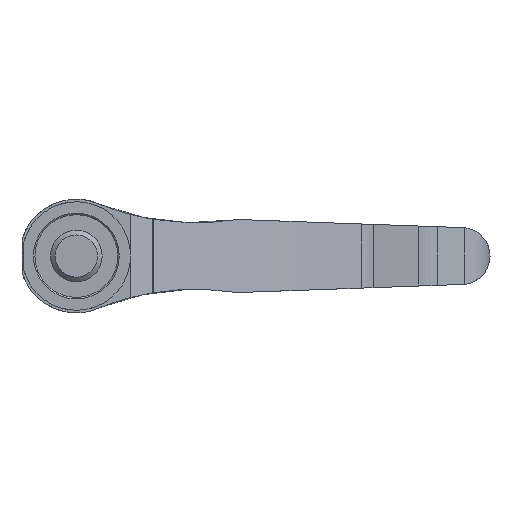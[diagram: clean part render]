
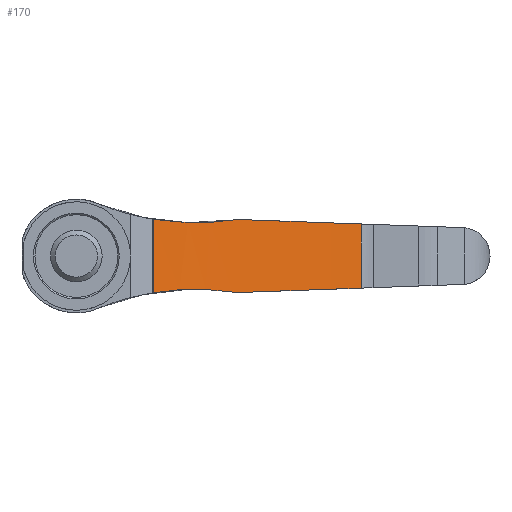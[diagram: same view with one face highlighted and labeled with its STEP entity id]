
A CAD part, front view. The second image highlights one B-rep face of the part: STEP entity #170.
In plain terms, the highlighted cylindrical face has radius 214.45 mm (diameter 428.9 mm), a partial arc.
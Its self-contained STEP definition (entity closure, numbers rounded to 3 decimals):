
#170 = ADVANCED_FACE( '', ( #358 ), #359, .F. );
#358 = FACE_OUTER_BOUND( '', #549, .T. );
#359 = CYLINDRICAL_SURFACE( '', #550, 214.45 );
#549 = EDGE_LOOP( '', ( #970, #971, #972, #973, #974, #975, #976, #977 ) );
#550 = AXIS2_PLACEMENT_3D( '', #978, #979, #980 );
#970 = ORIENTED_EDGE( '', *, *, #1216, .T. );
#971 = ORIENTED_EDGE( '', *, *, #1165, .T. );
#972 = ORIENTED_EDGE( '', *, *, #1218, .F. );
#973 = ORIENTED_EDGE( '', *, *, #1137, .T. );
#974 = ORIENTED_EDGE( '', *, *, #1168, .T. );
#975 = ORIENTED_EDGE( '', *, *, #1233, .F. );
#976 = ORIENTED_EDGE( '', *, *, #1234, .T. );
#977 = ORIENTED_EDGE( '', *, *, #1206, .F. );
#978 = CARTESIAN_POINT( '', ( 111.591, -165.123, 22. ) );
#979 = DIRECTION( '', ( 0., 0., 1. ) );
#980 = DIRECTION( '', ( -1., 0., 0. ) );
#1137 = EDGE_CURVE( '', #1370, #1368, #1371, .F. );
#1165 = EDGE_CURVE( '', #1416, #1414, #1417, .F. );
#1168 = EDGE_CURVE( '', #1368, #1420, #1421, .T. );
#1206 = EDGE_CURVE( '', #1469, #1471, #1472, .T. );
#1216 = EDGE_CURVE( '', #1469, #1416, #1486, .T. );
#1218 = EDGE_CURVE( '', #1370, #1414, #1488, .T. );
#1233 = EDGE_CURVE( '', #1506, #1420, #1507, .T. );
#1234 = EDGE_CURVE( '', #1506, #1471, #1508, .T. );
#1368 = VERTEX_POINT( '', #1693 );
#1370 = VERTEX_POINT( '', #1696 );
#1371 = ELLIPSE( '', #1697, 214.59, 214.45 );
#1414 = VERTEX_POINT( '', #1924 );
#1416 = VERTEX_POINT( '', #1926 );
#1417 = ELLIPSE( '', #1927, 214.59, 214.45 );
#1420 = VERTEX_POINT( '', #1931 );
#1421 = B_SPLINE_CURVE_WITH_KNOTS( '', 3, ( #1932, #1933, #1934, #1935 ), .UNSPECIFIED., .F., .F., ( 4, 4 ), ( 0., 0.002 ), .UNSPECIFIED. );
#1469 = VERTEX_POINT( '', #2034 );
#1471 = VERTEX_POINT( '', #2037 );
#1472 = B_SPLINE_CURVE_WITH_KNOTS( '', 3, ( #2038, #2039, #2040, #2041, #2042, #2043 ), .UNSPECIFIED., .F., .F., ( 4, 2, 4 ), ( 0., 0.008, 0.017 ), .UNSPECIFIED. );
#1486 = B_SPLINE_CURVE_WITH_KNOTS( '', 3, ( #2064, #2065, #2066, #2067 ), .UNSPECIFIED., .F., .F., ( 4, 4 ), ( 0., 0.002 ), .UNSPECIFIED. );
#1488 = LINE( '', #2069, #2070 );
#1506 = VERTEX_POINT( '', #2111 );
#1507 = B_SPLINE_CURVE_WITH_KNOTS( '', 3, ( #2112, #2113, #2114, #2115, #2116, #2117 ), .UNSPECIFIED., .F., .F., ( 4, 2, 4 ), ( 0., 0.008, 0.017 ), .UNSPECIFIED. );
#1508 = LINE( '', #2118, #2119 );
#1693 = CARTESIAN_POINT( '', ( 31.648, 33.87, 7.049 ) );
#1696 = CARTESIAN_POINT( '', ( 55.114, 41.757, 6.201 ) );
#1697 = AXIS2_PLACEMENT_3D( '', #2253, #2254, #2255 );
#1924 = CARTESIAN_POINT( '', ( 55.114, 41.757, -6.201 ) );
#1926 = CARTESIAN_POINT( '', ( 31.648, 33.87, -7.049 ) );
#1927 = AXIS2_PLACEMENT_3D( '', #2283, #2284, #2285 );
#1931 = CARTESIAN_POINT( '', ( 30.179, 33.273, 6.967 ) );
#1932 = CARTESIAN_POINT( '', ( 31.648, 33.87, 7.049 ) );
#1933 = CARTESIAN_POINT( '', ( 31.156, 33.672, 7.067 ) );
#1934 = CARTESIAN_POINT( '', ( 30.666, 33.473, 7.039 ) );
#1935 = CARTESIAN_POINT( '', ( 30.179, 33.273, 6.967 ) );
#2034 = CARTESIAN_POINT( '', ( 30.179, 33.273, -6.967 ) );
#2037 = CARTESIAN_POINT( '', ( 14.882, 26.283, -7.096 ) );
#2038 = CARTESIAN_POINT( '', ( 30.179, 33.273, -6.967 ) );
#2039 = CARTESIAN_POINT( '', ( 27.581, 32.207, -6.579 ) );
#2040 = CARTESIAN_POINT( '', ( 25.008, 31.091, -6.407 ) );
#2041 = CARTESIAN_POINT( '', ( 19.909, 28.761, -6.457 ) );
#2042 = CARTESIAN_POINT( '', ( 17.383, 27.547, -6.68 ) );
#2043 = CARTESIAN_POINT( '', ( 14.882, 26.283, -7.096 ) );
#2064 = CARTESIAN_POINT( '', ( 30.179, 33.273, -6.967 ) );
#2065 = CARTESIAN_POINT( '', ( 30.666, 33.473, -7.039 ) );
#2066 = CARTESIAN_POINT( '', ( 31.156, 33.672, -7.067 ) );
#2067 = CARTESIAN_POINT( '', ( 31.648, 33.87, -7.049 ) );
#2069 = CARTESIAN_POINT( '', ( 55.114, 41.757, 22. ) );
#2070 = VECTOR( '', #2338, 1000. );
#2111 = CARTESIAN_POINT( '', ( 14.882, 26.283, 7.096 ) );
#2112 = CARTESIAN_POINT( '', ( 14.882, 26.283, 7.096 ) );
#2113 = CARTESIAN_POINT( '', ( 17.383, 27.547, 6.68 ) );
#2114 = CARTESIAN_POINT( '', ( 19.909, 28.761, 6.457 ) );
#2115 = CARTESIAN_POINT( '', ( 25.008, 31.091, 6.407 ) );
#2116 = CARTESIAN_POINT( '', ( 27.581, 32.207, 6.579 ) );
#2117 = CARTESIAN_POINT( '', ( 30.179, 33.273, 6.967 ) );
#2118 = CARTESIAN_POINT( '', ( 14.882, 26.283, 22. ) );
#2119 = VECTOR( '', #2349, 1000. );
#2253 = CARTESIAN_POINT( '', ( 111.591, -165.123, 4.159 ) );
#2254 = DIRECTION( '', ( -0.036, 0., -0.999 ) );
#2255 = DIRECTION( '', ( 0.999, 0., -0.036 ) );
#2283 = CARTESIAN_POINT( '', ( 111.591, -165.123, -4.159 ) );
#2284 = DIRECTION( '', ( -0.036, 0., 0.999 ) );
#2285 = DIRECTION( '', ( -0.999, 0., -0.036 ) );
#2338 = DIRECTION( '', ( 0., 0., -1. ) );
#2349 = DIRECTION( '', ( 0., 0., -1. ) );
